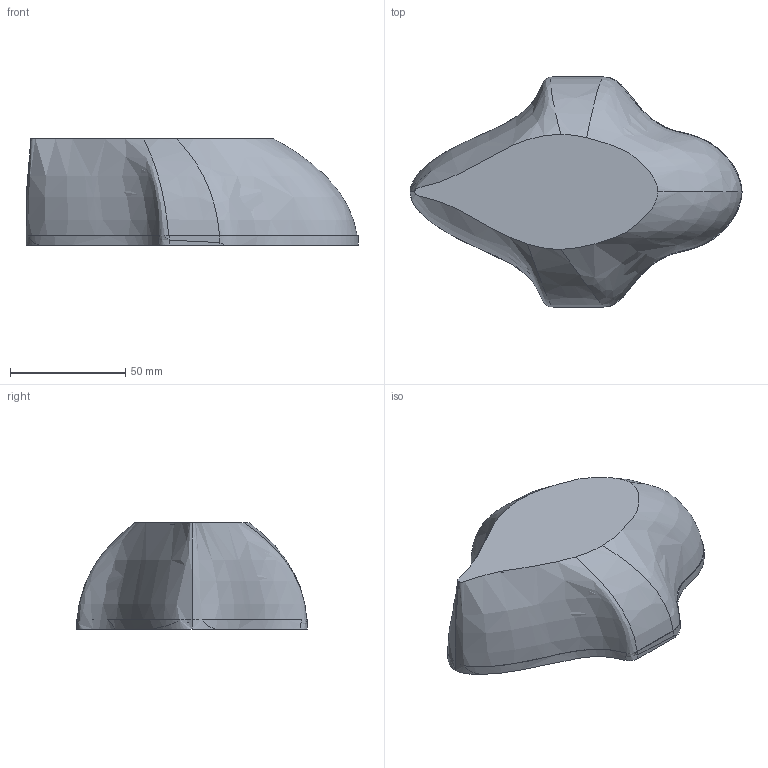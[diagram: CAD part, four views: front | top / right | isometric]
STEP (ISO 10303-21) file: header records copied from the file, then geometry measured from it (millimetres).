
FILE_DESCRIPTION((''),' ');
FILE_NAME('light_quad3_hood.stp',' ',('Felix Schill'),('Scinamics'),' ','ACIS 14.0',' ');
FILE_SCHEMA(('automotive_design'));
Length unit declared in the file: inch
Products named in the file (1): Part_2147193944
Bounding box: 144.3 x 100 x 46.11 mm (x, y, z)
Volume: 14842.3 mm3; surface area: 41310.1 mm2
Topology: 1 solids, 1 shells, 101 faces, 288 edges, 192 vertices
Faces by surface type: plane 70, bspline 31
Entity records: 15719 total; most frequent: CARTESIAN_POINT 10162, STYLED_ITEM 582, PRESENTATION_STYLE_ASSIGNMENT 582, COLOUR_RGB 582, ORIENTED_EDGE 576, DIRECTION 319, EDGE_CURVE 288, CURVE_STYLE 288
